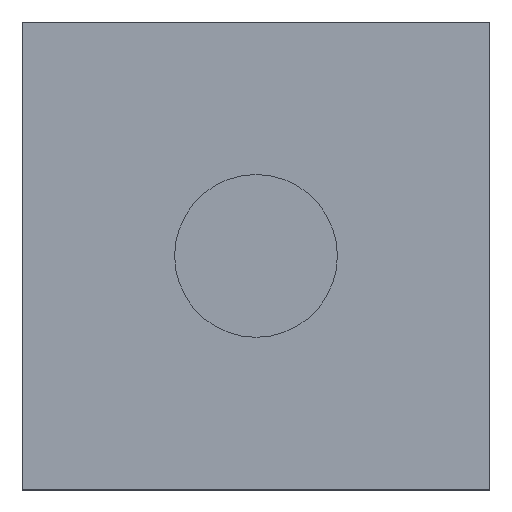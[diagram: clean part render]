
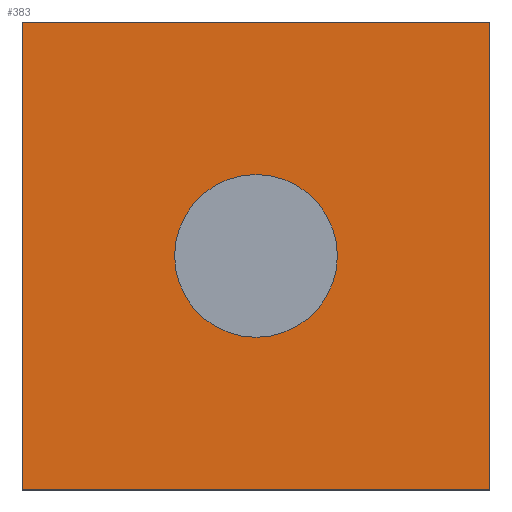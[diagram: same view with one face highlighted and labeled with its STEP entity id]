
A CAD part, top view. The second image highlights one B-rep face of the part: STEP entity #383.
In plain terms, the highlighted planar face has unit normal (0, 0, 1).
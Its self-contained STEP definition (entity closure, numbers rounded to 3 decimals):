
#69 = VERTEX_POINT('',#70);
#70 = CARTESIAN_POINT('',(0.,0.,0.8));
#77 = PLANE('',#78);
#78 = AXIS2_PLACEMENT_3D('',#79,#80,#81);
#79 = CARTESIAN_POINT('',(0.,0.,0.));
#80 = DIRECTION('',(1.,0.,-0.));
#81 = DIRECTION('',(0.,0.,1.));
#89 = PLANE('',#90);
#90 = AXIS2_PLACEMENT_3D('',#91,#92,#93);
#91 = CARTESIAN_POINT('',(0.,0.,0.));
#92 = DIRECTION('',(-0.,1.,0.));
#93 = DIRECTION('',(0.,0.,1.));
#130 = VERTEX_POINT('',#131);
#131 = CARTESIAN_POINT('',(0.,11.5,0.8));
#145 = PLANE('',#146);
#146 = AXIS2_PLACEMENT_3D('',#147,#148,#149);
#147 = CARTESIAN_POINT('',(0.,11.5,0.));
#148 = DIRECTION('',(-0.,1.,0.));
#149 = DIRECTION('',(0.,0.,1.));
#157 = EDGE_CURVE('',#69,#130,#158,.T.);
#158 = SURFACE_CURVE('',#159,(#163,#170),.PCURVE_S1.);
#159 = LINE('',#160,#161);
#160 = CARTESIAN_POINT('',(0.,0.,0.8));
#161 = VECTOR('',#162,1.);
#162 = DIRECTION('',(-0.,1.,0.));
#163 = PCURVE('',#77,#164);
#164 = DEFINITIONAL_REPRESENTATION('',(#165),#169);
#165 = LINE('',#166,#167);
#166 = CARTESIAN_POINT('',(0.8,0.));
#167 = VECTOR('',#168,1.);
#168 = DIRECTION('',(0.,-1.));
#169 = ( GEOMETRIC_REPRESENTATION_CONTEXT(2) 
PARAMETRIC_REPRESENTATION_CONTEXT() REPRESENTATION_CONTEXT('2D SPACE',''
  ) );
#170 = PCURVE('',#171,#176);
#171 = PLANE('',#172);
#172 = AXIS2_PLACEMENT_3D('',#173,#174,#175);
#173 = CARTESIAN_POINT('',(0.,0.,0.8));
#174 = DIRECTION('',(0.,0.,1.));
#175 = DIRECTION('',(1.,0.,-0.));
#176 = DEFINITIONAL_REPRESENTATION('',(#177),#181);
#177 = LINE('',#178,#179);
#178 = CARTESIAN_POINT('',(0.,0.));
#179 = VECTOR('',#180,1.);
#180 = DIRECTION('',(0.,1.));
#181 = ( GEOMETRIC_REPRESENTATION_CONTEXT(2) 
PARAMETRIC_REPRESENTATION_CONTEXT() REPRESENTATION_CONTEXT('2D SPACE',''
  ) );
#189 = VERTEX_POINT('',#190);
#190 = CARTESIAN_POINT('',(11.5,0.,0.8));
#197 = PLANE('',#198);
#198 = AXIS2_PLACEMENT_3D('',#199,#200,#201);
#199 = CARTESIAN_POINT('',(11.5,0.,0.));
#200 = DIRECTION('',(1.,0.,-0.));
#201 = DIRECTION('',(0.,0.,1.));
#240 = VERTEX_POINT('',#241);
#241 = CARTESIAN_POINT('',(11.5,11.5,0.8));
#262 = EDGE_CURVE('',#189,#240,#263,.T.);
#263 = SURFACE_CURVE('',#264,(#268,#275),.PCURVE_S1.);
#264 = LINE('',#265,#266);
#265 = CARTESIAN_POINT('',(11.5,0.,0.8));
#266 = VECTOR('',#267,1.);
#267 = DIRECTION('',(-0.,1.,0.));
#268 = PCURVE('',#197,#269);
#269 = DEFINITIONAL_REPRESENTATION('',(#270),#274);
#270 = LINE('',#271,#272);
#271 = CARTESIAN_POINT('',(0.8,0.));
#272 = VECTOR('',#273,1.);
#273 = DIRECTION('',(0.,-1.));
#274 = ( GEOMETRIC_REPRESENTATION_CONTEXT(2) 
PARAMETRIC_REPRESENTATION_CONTEXT() REPRESENTATION_CONTEXT('2D SPACE',''
  ) );
#275 = PCURVE('',#171,#276);
#276 = DEFINITIONAL_REPRESENTATION('',(#277),#281);
#277 = LINE('',#278,#279);
#278 = CARTESIAN_POINT('',(11.5,0.));
#279 = VECTOR('',#280,1.);
#280 = DIRECTION('',(0.,1.));
#281 = ( GEOMETRIC_REPRESENTATION_CONTEXT(2) 
PARAMETRIC_REPRESENTATION_CONTEXT() REPRESENTATION_CONTEXT('2D SPACE',''
  ) );
#308 = EDGE_CURVE('',#69,#189,#309,.T.);
#309 = SURFACE_CURVE('',#310,(#314,#321),.PCURVE_S1.);
#310 = LINE('',#311,#312);
#311 = CARTESIAN_POINT('',(0.,0.,0.8));
#312 = VECTOR('',#313,1.);
#313 = DIRECTION('',(1.,0.,-0.));
#314 = PCURVE('',#89,#315);
#315 = DEFINITIONAL_REPRESENTATION('',(#316),#320);
#316 = LINE('',#317,#318);
#317 = CARTESIAN_POINT('',(0.8,0.));
#318 = VECTOR('',#319,1.);
#319 = DIRECTION('',(0.,1.));
#320 = ( GEOMETRIC_REPRESENTATION_CONTEXT(2) 
PARAMETRIC_REPRESENTATION_CONTEXT() REPRESENTATION_CONTEXT('2D SPACE',''
  ) );
#321 = PCURVE('',#171,#322);
#322 = DEFINITIONAL_REPRESENTATION('',(#323),#327);
#323 = LINE('',#324,#325);
#324 = CARTESIAN_POINT('',(0.,0.));
#325 = VECTOR('',#326,1.);
#326 = DIRECTION('',(1.,0.));
#327 = ( GEOMETRIC_REPRESENTATION_CONTEXT(2) 
PARAMETRIC_REPRESENTATION_CONTEXT() REPRESENTATION_CONTEXT('2D SPACE',''
  ) );
#355 = EDGE_CURVE('',#130,#240,#356,.T.);
#356 = SURFACE_CURVE('',#357,(#361,#368),.PCURVE_S1.);
#357 = LINE('',#358,#359);
#358 = CARTESIAN_POINT('',(0.,11.5,0.8));
#359 = VECTOR('',#360,1.);
#360 = DIRECTION('',(1.,0.,-0.));
#361 = PCURVE('',#145,#362);
#362 = DEFINITIONAL_REPRESENTATION('',(#363),#367);
#363 = LINE('',#364,#365);
#364 = CARTESIAN_POINT('',(0.8,0.));
#365 = VECTOR('',#366,1.);
#366 = DIRECTION('',(0.,1.));
#367 = ( GEOMETRIC_REPRESENTATION_CONTEXT(2) 
PARAMETRIC_REPRESENTATION_CONTEXT() REPRESENTATION_CONTEXT('2D SPACE',''
  ) );
#368 = PCURVE('',#171,#369);
#369 = DEFINITIONAL_REPRESENTATION('',(#370),#374);
#370 = LINE('',#371,#372);
#371 = CARTESIAN_POINT('',(0.,11.5));
#372 = VECTOR('',#373,1.);
#373 = DIRECTION('',(1.,0.));
#374 = ( GEOMETRIC_REPRESENTATION_CONTEXT(2) 
PARAMETRIC_REPRESENTATION_CONTEXT() REPRESENTATION_CONTEXT('2D SPACE',''
  ) );
#383 = ADVANCED_FACE('',(#384),#171,.T.);
#384 = FACE_BOUND('',#385,.T.);
#385 = EDGE_LOOP('',(#386,#387,#388,#389));
#386 = ORIENTED_EDGE('',*,*,#157,.F.);
#387 = ORIENTED_EDGE('',*,*,#308,.T.);
#388 = ORIENTED_EDGE('',*,*,#262,.T.);
#389 = ORIENTED_EDGE('',*,*,#355,.F.);
